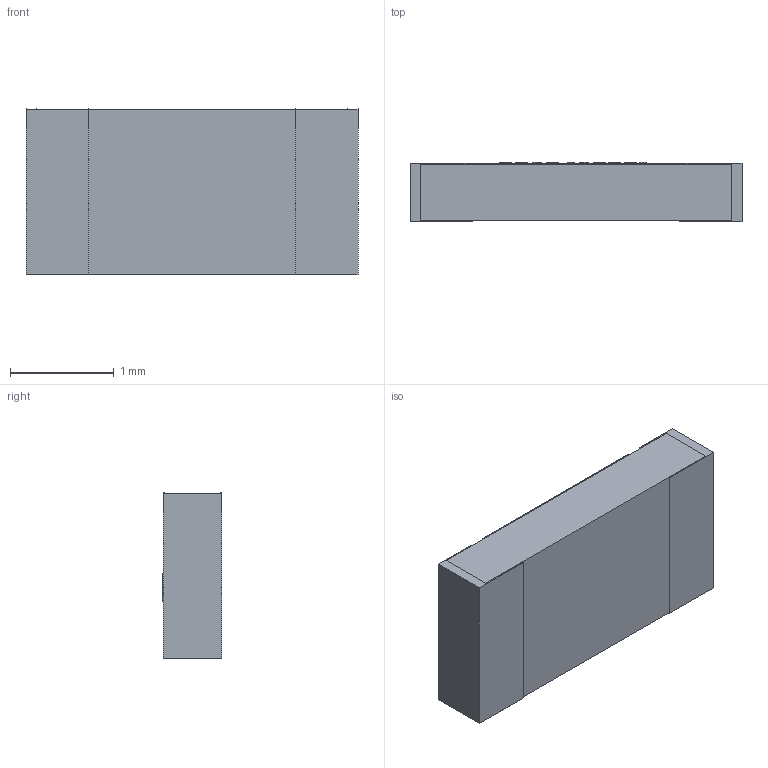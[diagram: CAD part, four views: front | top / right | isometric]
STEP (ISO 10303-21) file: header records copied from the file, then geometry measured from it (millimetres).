
FILE_DESCRIPTION (( 'STEP AP214' ), '1' );
FILE_NAME ('3333.STEP', '2014-01-07T08:17:10', ( 'BT_YANFB_XUJUNRAN' ), ( '' ), 'SwSTEP 2.0', 'SolidWorks 2010', '' );
FILE_SCHEMA (( 'AUTOMOTIVE_DESIGN' ));
Length unit declared in the file: millimetre
Products named in the file (4): 錨璃5; 3333; 錨璃6; 錨璃8
Assembly tree (4 placements, depth 2):
  3333
    錨璃5
    錨璃8
    錨璃6  x2
Bounding box: 3.2 x 0.57 x 1.6 mm (x, y, z)
Volume: 2.8 mm3; surface area: 31.7 mm2
Topology: 4 solids, 4 shells, 186 faces, 495 edges, 330 vertices
Faces by surface type: bspline 96, plane 90
Entity records: 15057 total; most frequent: CARTESIAN_POINT 9596, ORIENTED_EDGE 918, EDGE_CURVE 459, DIRECTION 433, VERTEX_POINT 306, LINE 267, VECTOR 267, B_SPLINE_CURVE_WITH_KNOTS 192
